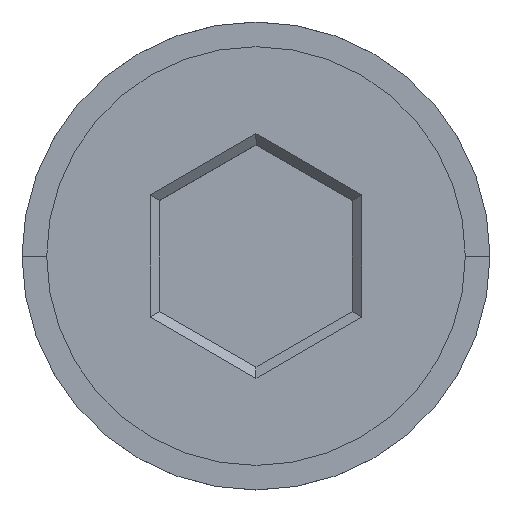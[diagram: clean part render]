
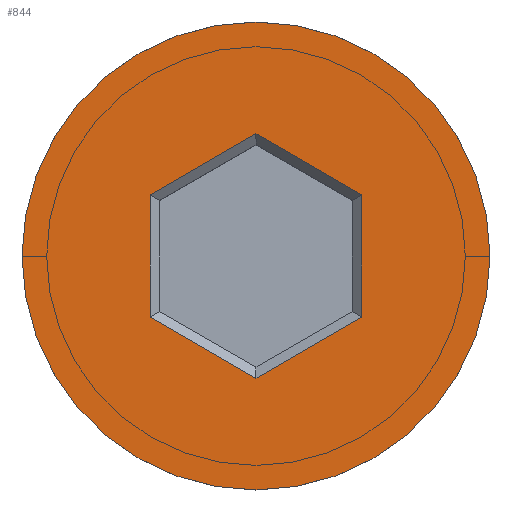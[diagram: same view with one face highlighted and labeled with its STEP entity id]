
A CAD part, top view. The second image highlights one B-rep face of the part: STEP entity #844.
In plain terms, the highlighted planar face has unit normal (0, 0, 1).
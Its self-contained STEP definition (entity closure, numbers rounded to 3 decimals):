
#47 = VECTOR ( 'NONE', #1548, 1000. ) ;
#56 = EDGE_LOOP ( 'NONE', ( #1064, #1350 ) ) ;
#59 = CARTESIAN_POINT ( 'NONE',  ( 0.1, -2.425, 0. ) ) ;
#62 = DIRECTION ( 'NONE',  ( -0.866, 0.5, 0. ) ) ;
#76 = CARTESIAN_POINT ( 'NONE',  ( 0., 0., 0. ) ) ;
#92 = FACE_BOUND ( 'NONE', #582, .T. ) ;
#96 = DIRECTION ( 'NONE',  ( 0., -1., 0. ) ) ;
#103 = EDGE_CURVE ( 'NONE', #368, #1547, #1223, .T. ) ;
#122 = ORIENTED_EDGE ( 'NONE', *, *, #103, .T. ) ;
#197 = PLANE ( 'NONE',  #365 ) ;
#206 = CARTESIAN_POINT ( 'NONE',  ( -0.1, 2.425, 0. ) ) ;
#233 = CIRCLE ( 'NONE', #543, 4.75 ) ;
#234 = CARTESIAN_POINT ( 'NONE',  ( 2.05, 1.299, 0. ) ) ;
#236 = ORIENTED_EDGE ( 'NONE', *, *, #1462, .T. ) ;
#245 = DIRECTION ( 'NONE',  ( 0., 0., 1. ) ) ;
#249 = DIRECTION ( 'NONE',  ( 1., 0., 0. ) ) ;
#259 = CIRCLE ( 'NONE', #1052, 4.75 ) ;
#292 = EDGE_CURVE ( 'NONE', #484, #695, #1167, .T. ) ;
#296 = CARTESIAN_POINT ( 'NONE',  ( -2.15, 1.241, 0. ) ) ;
#365 = AXIS2_PLACEMENT_3D ( 'NONE', #76, #821, #1071 ) ;
#368 = VERTEX_POINT ( 'NONE', #450 ) ;
#371 = CARTESIAN_POINT ( 'NONE',  ( 0., 0., 0. ) ) ;
#383 = CARTESIAN_POINT ( 'NONE',  ( 4.75, 0., 0. ) ) ;
#384 = VECTOR ( 'NONE', #959, 1000. ) ;
#450 = CARTESIAN_POINT ( 'NONE',  ( 0., 2.483, 0. ) ) ;
#484 = VERTEX_POINT ( 'NONE', #1221 ) ;
#543 = AXIS2_PLACEMENT_3D ( 'NONE', #861, #1356, #249 ) ;
#545 = CARTESIAN_POINT ( 'NONE',  ( 2.15, -1.241, 0. ) ) ;
#576 = LINE ( 'NONE', #59, #1263 ) ;
#582 = EDGE_LOOP ( 'NONE', ( #687, #1017, #1148, #122, #236, #689 ) ) ;
#589 = CARTESIAN_POINT ( 'NONE',  ( -2.15, 1.126, 0. ) ) ;
#595 = VECTOR ( 'NONE', #96, 1000. ) ;
#620 = VECTOR ( 'NONE', #1333, 1000. ) ;
#623 = VERTEX_POINT ( 'NONE', #545 ) ;
#658 = CARTESIAN_POINT ( 'NONE',  ( -2.15, -1.241, 0. ) ) ;
#687 = ORIENTED_EDGE ( 'NONE', *, *, #292, .T. ) ;
#689 = ORIENTED_EDGE ( 'NONE', *, *, #744, .T. ) ;
#695 = VERTEX_POINT ( 'NONE', #658 ) ;
#710 = CARTESIAN_POINT ( 'NONE',  ( 2.15, -1.126, 0. ) ) ;
#712 = VERTEX_POINT ( 'NONE', #296 ) ;
#732 = LINE ( 'NONE', #589, #620 ) ;
#744 = EDGE_CURVE ( 'NONE', #623, #484, #576, .T. ) ;
#769 = VERTEX_POINT ( 'NONE', #1419 ) ;
#816 = EDGE_CURVE ( 'NONE', #712, #368, #1564, .T. ) ;
#821 = DIRECTION ( 'NONE',  ( 0., 0., 1. ) ) ;
#844 = ADVANCED_FACE ( 'NONE', ( #92, #1179 ), #197, .T. ) ;
#861 = CARTESIAN_POINT ( 'NONE',  ( 0., 0., 0. ) ) ;
#885 = VERTEX_POINT ( 'NONE', #383 ) ;
#959 = DIRECTION ( 'NONE',  ( 0.866, -0.5, 0. ) ) ;
#982 = EDGE_CURVE ( 'NONE', #769, #885, #259, .T. ) ;
#1017 = ORIENTED_EDGE ( 'NONE', *, *, #1388, .T. ) ;
#1052 = AXIS2_PLACEMENT_3D ( 'NONE', #371, #245, #1352 ) ;
#1064 = ORIENTED_EDGE ( 'NONE', *, *, #1445, .T. ) ;
#1071 = DIRECTION ( 'NONE',  ( 1., 0., 0. ) ) ;
#1148 = ORIENTED_EDGE ( 'NONE', *, *, #816, .T. ) ;
#1167 = LINE ( 'NONE', #1257, #1416 ) ;
#1179 = FACE_OUTER_BOUND ( 'NONE', #56, .T. ) ;
#1221 = CARTESIAN_POINT ( 'NONE',  ( 0., -2.483, 0. ) ) ;
#1223 = LINE ( 'NONE', #234, #384 ) ;
#1257 = CARTESIAN_POINT ( 'NONE',  ( -2.05, -1.299, 0. ) ) ;
#1263 = VECTOR ( 'NONE', #1311, 1000. ) ;
#1311 = DIRECTION ( 'NONE',  ( -0.866, -0.5, 0. ) ) ;
#1328 = LINE ( 'NONE', #710, #595 ) ;
#1333 = DIRECTION ( 'NONE',  ( 0., 1., 0. ) ) ;
#1350 = ORIENTED_EDGE ( 'NONE', *, *, #982, .T. ) ;
#1352 = DIRECTION ( 'NONE',  ( 1., 0., 0. ) ) ;
#1356 = DIRECTION ( 'NONE',  ( 0., 0., 1. ) ) ;
#1388 = EDGE_CURVE ( 'NONE', #695, #712, #732, .T. ) ;
#1400 = CARTESIAN_POINT ( 'NONE',  ( 2.15, 1.241, 0. ) ) ;
#1416 = VECTOR ( 'NONE', #62, 1000. ) ;
#1419 = CARTESIAN_POINT ( 'NONE',  ( -4.75, 0., 0. ) ) ;
#1445 = EDGE_CURVE ( 'NONE', #885, #769, #233, .T. ) ;
#1462 = EDGE_CURVE ( 'NONE', #1547, #623, #1328, .T. ) ;
#1547 = VERTEX_POINT ( 'NONE', #1400 ) ;
#1548 = DIRECTION ( 'NONE',  ( 0.866, 0.5, 0. ) ) ;
#1564 = LINE ( 'NONE', #206, #47 ) ;
